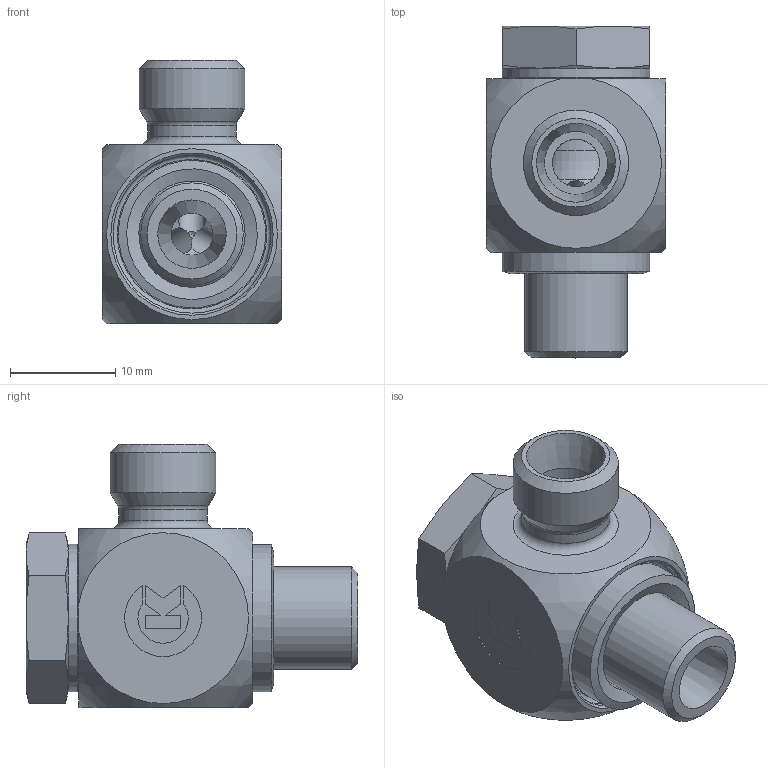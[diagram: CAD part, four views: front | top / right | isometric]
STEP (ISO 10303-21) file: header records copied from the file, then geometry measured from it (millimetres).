
FILE_DESCRIPTION((''),'2;1');
FILE_NAME('80750061810.stp','2014-09-06T17:39:32',(''),('KNOMI spol. s r. o.'),'Autodesk Inventor 2012','Autodesk Inventor 2012','');
FILE_SCHEMA(('AUTOMOTIVE_DESIGN { 1 2 10303 214 0 1 1 1 }'));
Length unit declared in the file: millimetre
Products named in the file (5): SPBR1 6LLR G1/8/M10x1 "B"; 7471 20 1010; 7092 45 0418; 60707515; 807610
Assembly tree (4 placements, depth 2):
  SPBR1 6LLR G1/8/M10x1 "B"
    7471 20 1010
    7092 45 0418
    60707515
    807610
Bounding box: 17 x 31.5 x 25 mm (x, y, z)
Volume: 5851.2 mm3; surface area: 4450.9 mm2
Topology: 4 solids, 4 shells, 135 faces, 325 edges, 203 vertices
Faces by surface type: plane 65, cone 34, cylinder 24, torus 11, sphere 1
Full cylindrical faces by diameter (mm): 2.5 x3, 4 x1, 4.5 x1, 6 x1, 7.5 x1, 8.4 x1, 9.728 x1, 10 x1, 10.1 x1, 10.96 x3, 11 x1, 14 x2, 15 x1
Entity records: 4052 total; most frequent: CARTESIAN_POINT 886, DIRECTION 603, ORIENTED_EDGE 528, EDGE_CURVE 264, AXIS2_PLACEMENT_3D 235, EDGE_LOOP 202, VERTEX_POINT 190, STYLED_ITEM 139
